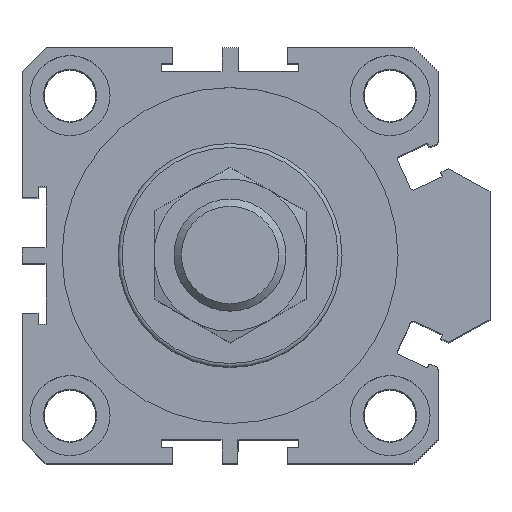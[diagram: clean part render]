
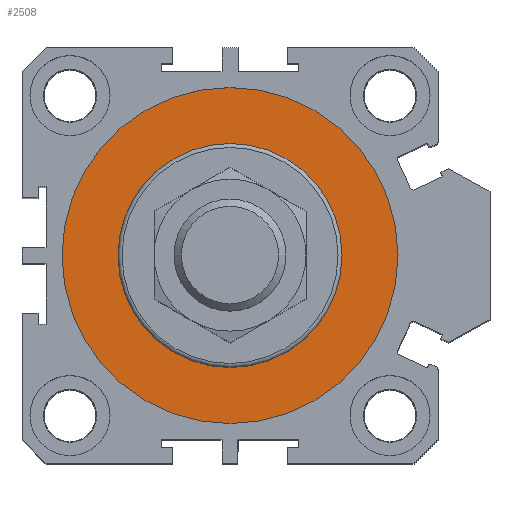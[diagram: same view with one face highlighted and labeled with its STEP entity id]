
A CAD part, top view. The second image highlights one B-rep face of the part: STEP entity #2508.
In plain terms, the highlighted planar face has unit normal (0, 0, 1).
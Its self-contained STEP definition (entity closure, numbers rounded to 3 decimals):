
#118=CIRCLE('',#2725,21.);
#119=CIRCLE('',#2727,14.);
#669=ORIENTED_EDGE('',*,*,#1124,.T.);
#670=ORIENTED_EDGE('',*,*,#1123,.T.);
#1123=EDGE_CURVE('',#1387,#1387,#118,.T.);
#1124=EDGE_CURVE('',#1388,#1388,#119,.T.);
#1387=VERTEX_POINT('',#4072);
#1388=VERTEX_POINT('',#4075);
#1975=EDGE_LOOP('',(#669));
#1976=EDGE_LOOP('',(#670));
#2201=FACE_BOUND('',#1975,.T.);
#2202=FACE_BOUND('',#1976,.T.);
#2403=PLANE('',#2726);
#2508=ADVANCED_FACE('',(#2201,#2202),#2403,.T.);
#2725=AXIS2_PLACEMENT_3D('',#4071,#3291,#3292);
#2726=AXIS2_PLACEMENT_3D('',#4073,#3293,#3294);
#2727=AXIS2_PLACEMENT_3D('',#4074,#3295,#3296);
#3291=DIRECTION('',(0.,0.,1.));
#3292=DIRECTION('',(1.,0.,0.));
#3293=DIRECTION('',(0.,0.,1.));
#3294=DIRECTION('',(1.,0.,0.));
#3295=DIRECTION('',(0.,0.,-1.));
#3296=DIRECTION('',(-1.,0.,0.));
#4071=CARTESIAN_POINT('',(0.,0.,-2.));
#4072=CARTESIAN_POINT('',(21.,0.,-2.));
#4073=CARTESIAN_POINT('',(0.,0.,-2.));
#4074=CARTESIAN_POINT('',(0.,0.,-2.));
#4075=CARTESIAN_POINT('',(-14.,0.,-2.));
